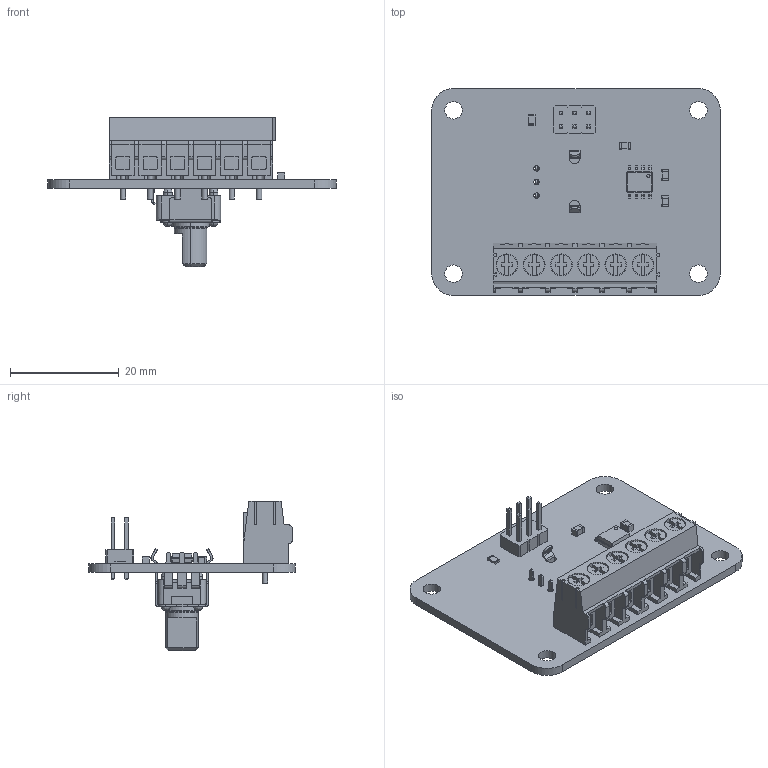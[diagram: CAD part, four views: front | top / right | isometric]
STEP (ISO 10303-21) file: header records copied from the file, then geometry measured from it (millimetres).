
FILE_DESCRIPTION(('KiCad electronic assembly'),'2;1');
FILE_NAME('hardware_poti_tuloldal.step','2021-05-16T19:31:10',( 'An Author'),('A Company'),'Open CASCADE STEP processor 6.9', 'KiCad to STEP converter','Unknown');
FILE_SCHEMA(('AUTOMOTIVE_DESIGN { 1 0 10303 214 1 1 1 1 }'));
Length unit declared in the file: millimetre
Products named in the file (14): Open CASCADE STEP translator 6.9 1; C_0805_2012Metric; SOLID; TerminalBlock_Phoenix_PT-1,5-6-5.0-H_1x06_P5.00mm_Horizontal; PinHeader_2x03_P2.54mm_Vertical; R_0805_2012Metric; SOIC-8_3.9x4.9mm_P1.27mm; RK09K1130-15; COMPOUND
Assembly tree (15 placements, depth 3):
  Open CASCADE STEP translator 6.9 1
    C_0805_2012Metric  x3
      SOLID
    TerminalBlock_Phoenix_PT-1,5-6-5.0-H_1x06_P5.00mm_Horizontal
      SOLID
    PinHeader_2x03_P2.54mm_Vertical
      SOLID
    R_0805_2012Metric
      SOLID
    SOIC-8_3.9x4.9mm_P1.27mm
      SOLID
    RK09K1130-15
      SOLID
    COMPOUND
Bounding box: 53 x 38 x 27.4 mm (x, y, z)
Volume: 6037.4 mm3; surface area: 8423.4 mm2
Topology: 9 solids, 9 shells, 1009 faces, 2617 edges, 1678 vertices
Faces by surface type: plane 685, cylinder 251, bspline 32, cone 27, sphere 14
Full cylindrical faces by diameter (mm): 0.6 x1, 1 x15, 1.3 x6, 2 x2, 2.2 x6, 3.2 x4, 3.8 x6, 4 x6
Entity records: 69101 total; most frequent: CARTESIAN_POINT 12662, DIRECTION 9387, LINE 6171, VECTOR 6171, ORIENTED_EDGE 4918, PCURVE 4918, DEFINITIONAL_REPRESENTATION 4918, EDGE_CURVE 2459
